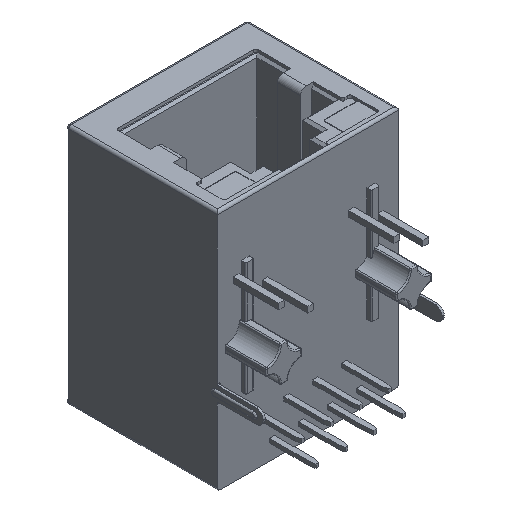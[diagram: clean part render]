
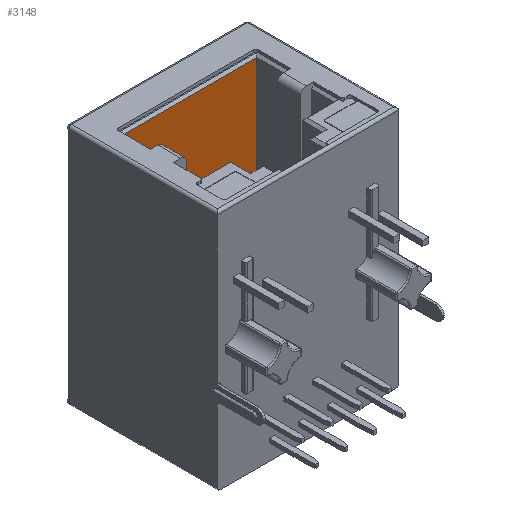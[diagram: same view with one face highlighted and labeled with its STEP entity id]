
A CAD part, isometric view. The second image highlights one B-rep face of the part: STEP entity #3148.
In plain terms, the highlighted planar face has unit normal (0, -1, 0).
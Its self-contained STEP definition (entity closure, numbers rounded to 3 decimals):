
#275 = DIRECTION ( 'NONE',  ( 0., 1., 0. ) ) ;
#1434 = DIRECTION ( 'NONE',  ( -1., 0., 0. ) ) ;
#1537 = ORIENTED_EDGE ( 'NONE', *, *, #5583, .T. ) ;
#2189 = LINE ( 'NONE', #8471, #7969 ) ;
#2207 = VECTOR ( 'NONE', #1434, 1000. ) ;
#2583 = CARTESIAN_POINT ( 'NONE',  ( 15.565, 14.45, -0.45 ) ) ;
#2589 = EDGE_CURVE ( 'NONE', #6077, #2989, #5584, .T. ) ;
#2619 = VERTEX_POINT ( 'NONE', #7089 ) ;
#2642 = CARTESIAN_POINT ( 'NONE',  ( 15.565, 14.45, 0. ) ) ;
#2675 = EDGE_CURVE ( 'NONE', #2989, #2619, #7989, .T. ) ;
#2941 = VERTEX_POINT ( 'NONE', #7408 ) ;
#2989 = VERTEX_POINT ( 'NONE', #3929 ) ;
#3148 = ADVANCED_FACE ( 'NONE', ( #6408 ), #9424, .F. ) ;
#3667 = CARTESIAN_POINT ( 'NONE',  ( 15.565, 14.45, -0.45 ) ) ;
#3929 = CARTESIAN_POINT ( 'NONE',  ( 15.565, 14.45, -9.8 ) ) ;
#4172 = CARTESIAN_POINT ( 'NONE',  ( 15.565, 14.45, -9.8 ) ) ;
#5404 = ORIENTED_EDGE ( 'NONE', *, *, #2589, .F. ) ;
#5583 = EDGE_CURVE ( 'NONE', #2941, #2619, #2189, .T. ) ;
#5584 = LINE ( 'NONE', #2583, #9130 ) ;
#6054 = ORIENTED_EDGE ( 'NONE', *, *, #2675, .F. ) ;
#6077 = VERTEX_POINT ( 'NONE', #3667 ) ;
#6408 = FACE_OUTER_BOUND ( 'NONE', #9009, .T. ) ;
#6558 = VECTOR ( 'NONE', #8643, 1000. ) ;
#6604 = CARTESIAN_POINT ( 'NONE',  ( 15.565, 14.45, -0.45 ) ) ;
#7089 = CARTESIAN_POINT ( 'NONE',  ( 3.665, 14.45, -9.8 ) ) ;
#7258 = ORIENTED_EDGE ( 'NONE', *, *, #8703, .T. ) ;
#7408 = CARTESIAN_POINT ( 'NONE',  ( 3.665, 14.45, -0.45 ) ) ;
#7969 = VECTOR ( 'NONE', #9071, 1000. ) ;
#7989 = LINE ( 'NONE', #4172, #6558 ) ;
#8471 = CARTESIAN_POINT ( 'NONE',  ( 3.665, 14.45, -0.45 ) ) ;
#8555 = DIRECTION ( 'NONE',  ( 0., 0., -1. ) ) ;
#8643 = DIRECTION ( 'NONE',  ( -1., 0., 0. ) ) ;
#8703 = EDGE_CURVE ( 'NONE', #6077, #2941, #9066, .T. ) ;
#8722 = DIRECTION ( 'NONE',  ( 1., 0., 0. ) ) ;
#8884 = AXIS2_PLACEMENT_3D ( 'NONE', #2642, #275, #8722 ) ;
#9009 = EDGE_LOOP ( 'NONE', ( #1537, #6054, #5404, #7258 ) ) ;
#9066 = LINE ( 'NONE', #6604, #2207 ) ;
#9071 = DIRECTION ( 'NONE',  ( 0., 0., -1. ) ) ;
#9130 = VECTOR ( 'NONE', #8555, 1000. ) ;
#9424 = PLANE ( 'NONE',  #8884 ) ;
